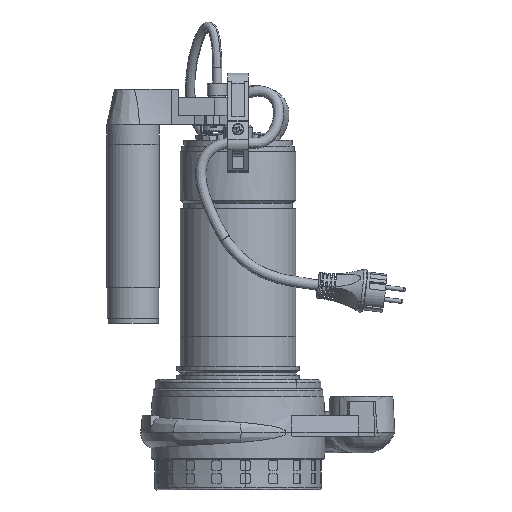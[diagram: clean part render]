
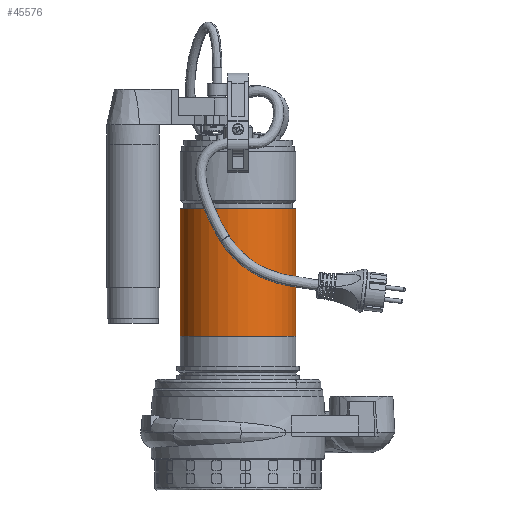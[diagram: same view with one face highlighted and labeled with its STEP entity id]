
A CAD part, front view. The second image highlights one B-rep face of the part: STEP entity #45576.
In plain terms, the highlighted cylindrical face has radius 56 mm (diameter 112 mm), a partial arc.
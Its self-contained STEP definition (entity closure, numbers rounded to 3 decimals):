
#504 = CARTESIAN_POINT ( 'NONE',  ( 0., 51., -56. ) ) ;
#6202 = CYLINDRICAL_SURFACE ( 'NONE', #58134, 56. ) ;
#9810 = CIRCLE ( 'NONE', #51475, 56. ) ;
#11737 = ORIENTED_EDGE ( 'NONE', *, *, #25620, .T. ) ;
#16485 = ORIENTED_EDGE ( 'NONE', *, *, #36120, .F. ) ;
#18042 = LINE ( 'NONE', #45497, #51965 ) ;
#19745 = EDGE_CURVE ( 'NONE', #52582, #45041, #18042, .T. ) ;
#25620 = EDGE_CURVE ( 'NONE', #70375, #52582, #9810, .T. ) ;
#26166 = DIRECTION ( 'NONE',  ( 0., 1., 0. ) ) ;
#28665 = DIRECTION ( 'NONE',  ( 0., 0., -1. ) ) ;
#32478 = CARTESIAN_POINT ( 'NONE',  ( 0., 51., 0. ) ) ;
#33623 = CARTESIAN_POINT ( 'NONE',  ( 0., 175., 0. ) ) ;
#36120 = EDGE_CURVE ( 'NONE', #70375, #68297, #36581, .T. ) ;
#36581 = LINE ( 'NONE', #77069, #70885 ) ;
#42158 = DIRECTION ( 'NONE',  ( 0., -1., 0. ) ) ;
#42875 = ORIENTED_EDGE ( 'NONE', *, *, #57578, .T. ) ;
#44830 = CARTESIAN_POINT ( 'NONE',  ( 0., 175., 0. ) ) ;
#45041 = VERTEX_POINT ( 'NONE', #57521 ) ;
#45497 = CARTESIAN_POINT ( 'NONE',  ( 0., 175., 56. ) ) ;
#45576 = ADVANCED_FACE ( 'NONE', ( #81721 ), #6202, .T. ) ;
#47930 = CARTESIAN_POINT ( 'NONE',  ( 0., 175., 56. ) ) ;
#51475 = AXIS2_PLACEMENT_3D ( 'NONE', #44830, #66406, #74023 ) ;
#51965 = VECTOR ( 'NONE', #53140, 1000. ) ;
#52004 = ORIENTED_EDGE ( 'NONE', *, *, #19745, .T. ) ;
#52582 = VERTEX_POINT ( 'NONE', #47930 ) ;
#52723 = DIRECTION ( 'NONE',  ( 0., 0., -1. ) ) ;
#52844 = AXIS2_PLACEMENT_3D ( 'NONE', #32478, #26166, #52723 ) ;
#53140 = DIRECTION ( 'NONE',  ( 0., -1., 0. ) ) ;
#57521 = CARTESIAN_POINT ( 'NONE',  ( 0., 51., 56. ) ) ;
#57578 = EDGE_CURVE ( 'NONE', #45041, #68297, #75813, .T. ) ;
#58134 = AXIS2_PLACEMENT_3D ( 'NONE', #33623, #42158, #28665 ) ;
#64081 = EDGE_LOOP ( 'NONE', ( #11737, #52004, #42875, #16485 ) ) ;
#66406 = DIRECTION ( 'NONE',  ( 0., -1., 0. ) ) ;
#68297 = VERTEX_POINT ( 'NONE', #504 ) ;
#70375 = VERTEX_POINT ( 'NONE', #87636 ) ;
#70885 = VECTOR ( 'NONE', #77930, 1000. ) ;
#74023 = DIRECTION ( 'NONE',  ( 0., 0., -1. ) ) ;
#75813 = CIRCLE ( 'NONE', #52844, 56. ) ;
#77069 = CARTESIAN_POINT ( 'NONE',  ( 0., 175., -56. ) ) ;
#77930 = DIRECTION ( 'NONE',  ( 0., -1., 0. ) ) ;
#81721 = FACE_OUTER_BOUND ( 'NONE', #64081, .T. ) ;
#87636 = CARTESIAN_POINT ( 'NONE',  ( 0., 175., -56. ) ) ;
